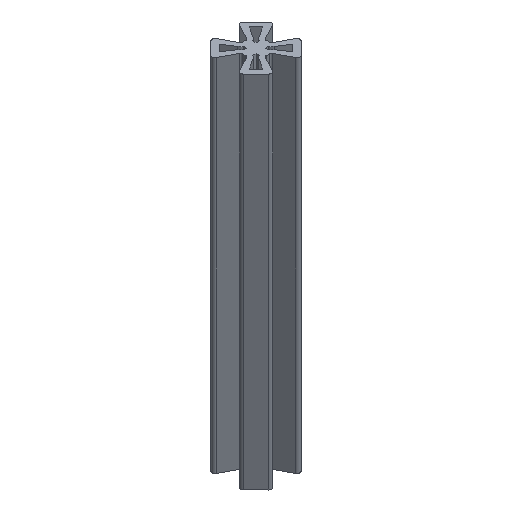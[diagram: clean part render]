
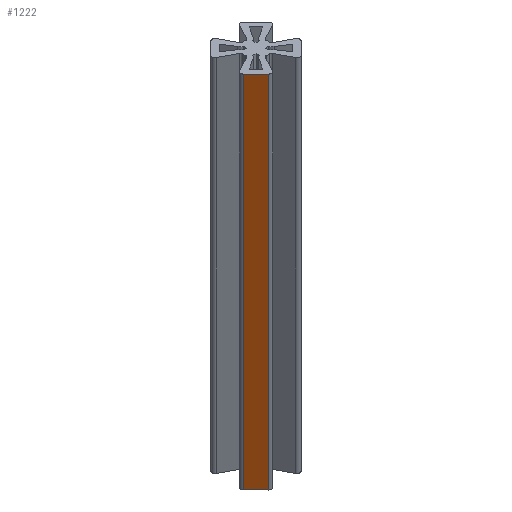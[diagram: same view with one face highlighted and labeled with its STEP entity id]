
A CAD part, isometric view. The second image highlights one B-rep face of the part: STEP entity #1222.
In plain terms, the highlighted planar face has unit normal (-0.707, -0.707, 0).
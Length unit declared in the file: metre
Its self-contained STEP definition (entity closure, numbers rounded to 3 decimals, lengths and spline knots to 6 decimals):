
#340=ORIENTED_EDGE('',*,*,#549,.F.);
#341=ORIENTED_EDGE('',*,*,#599,.F.);
#342=ORIENTED_EDGE('',*,*,#496,.T.);
#343=ORIENTED_EDGE('',*,*,#598,.T.);
#496=EDGE_CURVE('',#661,#660,#782,.T.);
#549=EDGE_CURVE('',#713,#714,#813,.T.);
#598=EDGE_CURVE('',#660,#714,#850,.T.);
#599=EDGE_CURVE('',#661,#713,#851,.T.);
#660=VERTEX_POINT('',#1831);
#661=VERTEX_POINT('',#1833);
#713=VERTEX_POINT('',#1938);
#714=VERTEX_POINT('',#1940);
#782=LINE('',#1832,#914);
#813=LINE('',#1939,#945);
#850=LINE('',#2036,#982);
#851=LINE('',#2038,#983);
#914=VECTOR('',#1473,1.);
#945=VECTOR('',#1550,1.);
#982=VECTOR('',#1647,1.);
#983=VECTOR('',#1650,1.);
#1052=EDGE_LOOP('',(#340,#341,#342,#343));
#1122=FACE_BOUND('',#1052,.T.);
#1170=PLANE('',#1345);
#1222=ADVANCED_FACE('',(#1122),#1170,.F.);
#1345=AXIS2_PLACEMENT_3D('',#2037,#1648,#1649);
#1473=DIRECTION('',(-0.707,0.707,0.));
#1550=DIRECTION('',(-0.707,0.707,0.));
#1647=DIRECTION('',(0.,0.,-1.));
#1648=DIRECTION('',(0.707,0.707,0.));
#1649=DIRECTION('',(0.707,-0.707,0.));
#1650=DIRECTION('',(0.,0.,-1.));
#1831=CARTESIAN_POINT('',(-0.068602,-0.004857,0.11135));
#1832=CARTESIAN_POINT('',(-0.066729,-0.006729,0.11135));
#1833=CARTESIAN_POINT('',(-0.064857,-0.008602,0.11135));
#1938=CARTESIAN_POINT('',(-0.064857,-0.008602,0.00385));
#1939=CARTESIAN_POINT('',(-0.066729,-0.006729,0.00385));
#1940=CARTESIAN_POINT('',(-0.068602,-0.004857,0.00385));
#2036=CARTESIAN_POINT('',(-0.068602,-0.004857,0.11135));
#2037=CARTESIAN_POINT('',(-0.066729,-0.006729,0.11135));
#2038=CARTESIAN_POINT('',(-0.064857,-0.008602,0.11135));
